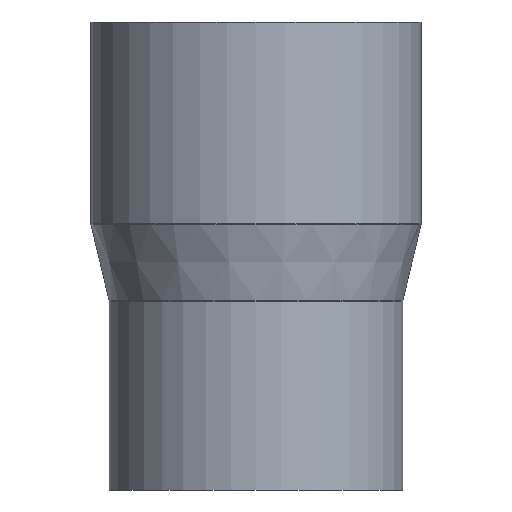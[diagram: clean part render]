
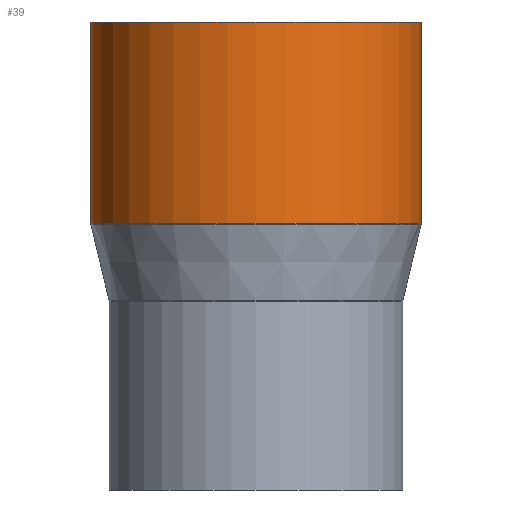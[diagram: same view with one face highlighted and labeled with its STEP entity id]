
A CAD part, front view. The second image highlights one B-rep face of the part: STEP entity #39.
In plain terms, the highlighted cylindrical face has radius 90 mm (diameter 180 mm), a partial arc.
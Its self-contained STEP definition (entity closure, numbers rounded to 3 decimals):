
#14 = CARTESIAN_POINT ( 'NONE',  ( 90., 0., 128.48 ) ) ;
#39 = ADVANCED_FACE ( 'NONE', ( #226 ), #183, .T. ) ;
#47 = CIRCLE ( 'NONE', #304, 90. ) ;
#81 = DIRECTION ( 'NONE',  ( 0., 0., -1. ) ) ;
#113 = CARTESIAN_POINT ( 'NONE',  ( 0., 0., 18.715 ) ) ;
#128 = DIRECTION ( 'NONE',  ( 0., 0., -1. ) ) ;
#169 = ORIENTED_EDGE ( 'NONE', *, *, #354, .F. ) ;
#173 = CARTESIAN_POINT ( 'NONE',  ( -90., 0., 128.48 ) ) ;
#178 = DIRECTION ( 'NONE',  ( -1., 0., 0. ) ) ;
#183 = CYLINDRICAL_SURFACE ( 'NONE', #621, 90. ) ;
#211 = DIRECTION ( 'NONE',  ( 0., 0., -1. ) ) ;
#216 = DIRECTION ( 'NONE',  ( -1., 0., 0. ) ) ;
#226 = FACE_OUTER_BOUND ( 'NONE', #386, .T. ) ;
#249 = AXIS2_PLACEMENT_3D ( 'NONE', #113, #321, #216 ) ;
#266 = CARTESIAN_POINT ( 'NONE',  ( -90., 0., -16.533 ) ) ;
#267 = VERTEX_POINT ( 'NONE', #14 ) ;
#284 = CARTESIAN_POINT ( 'NONE',  ( 0., 0., -16.533 ) ) ;
#304 = AXIS2_PLACEMENT_3D ( 'NONE', #532, #81, #178 ) ;
#321 = DIRECTION ( 'NONE',  ( 0., 0., -1. ) ) ;
#338 = CARTESIAN_POINT ( 'NONE',  ( 90., 0., 18.715 ) ) ;
#349 = EDGE_CURVE ( 'NONE', #375, #585, #569, .T. ) ;
#354 = EDGE_CURVE ( 'NONE', #435, #585, #565, .T. ) ;
#368 = ORIENTED_EDGE ( 'NONE', *, *, #485, .T. ) ;
#375 = VERTEX_POINT ( 'NONE', #173 ) ;
#386 = EDGE_LOOP ( 'NONE', ( #526, #368, #444, #169 ) ) ;
#431 = DIRECTION ( 'NONE',  ( 0., 0., -1. ) ) ;
#435 = VERTEX_POINT ( 'NONE', #338 ) ;
#444 = ORIENTED_EDGE ( 'NONE', *, *, #349, .T. ) ;
#464 = EDGE_CURVE ( 'NONE', #267, #435, #641, .T. ) ;
#485 = EDGE_CURVE ( 'NONE', #267, #375, #47, .T. ) ;
#526 = ORIENTED_EDGE ( 'NONE', *, *, #464, .F. ) ;
#532 = CARTESIAN_POINT ( 'NONE',  ( 0., 0., 128.48 ) ) ;
#556 = CARTESIAN_POINT ( 'NONE',  ( -90., 0., 18.715 ) ) ;
#565 = CIRCLE ( 'NONE', #249, 90. ) ;
#569 = LINE ( 'NONE', #266, #623 ) ;
#576 = VECTOR ( 'NONE', #128, 1000. ) ;
#584 = CARTESIAN_POINT ( 'NONE',  ( 90., 0., -16.533 ) ) ;
#585 = VERTEX_POINT ( 'NONE', #556 ) ;
#621 = AXIS2_PLACEMENT_3D ( 'NONE', #284, #431, #631 ) ;
#623 = VECTOR ( 'NONE', #211, 1000. ) ;
#631 = DIRECTION ( 'NONE',  ( -1., 0., 0. ) ) ;
#641 = LINE ( 'NONE', #584, #576 ) ;
